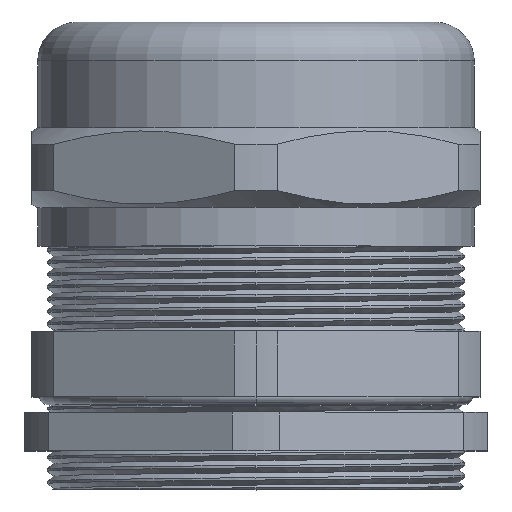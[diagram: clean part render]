
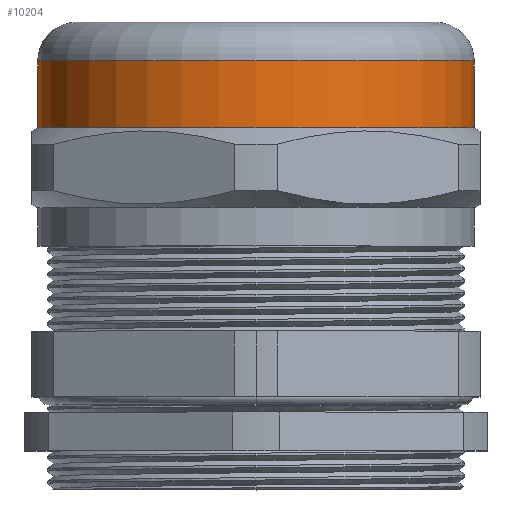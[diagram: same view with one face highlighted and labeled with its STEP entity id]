
A CAD part, top view. The second image highlights one B-rep face of the part: STEP entity #10204.
In plain terms, the highlighted cylindrical face has radius 28.25 mm (diameter 56.5 mm), a partial arc.
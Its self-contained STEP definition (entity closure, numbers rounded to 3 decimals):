
#160 = CARTESIAN_POINT ( 'NONE',  ( 28.25, -12., 0. ) ) ;
#476 = ORIENTED_EDGE ( 'NONE', *, *, #4048, .F. ) ;
#695 = CARTESIAN_POINT ( 'NONE',  ( 0., -12., 0. ) ) ;
#1011 = EDGE_CURVE ( 'NONE', #4966, #11274, #3870, .T. ) ;
#1210 = CARTESIAN_POINT ( 'NONE',  ( 0., 34.83, 0. ) ) ;
#1248 = AXIS2_PLACEMENT_3D ( 'NONE', #1210, #8051, #2196 ) ;
#1478 = CARTESIAN_POINT ( 'NONE',  ( -28.25, -12., 0. ) ) ;
#1481 = DIRECTION ( 'NONE',  ( 0., -1., 0. ) ) ;
#2196 = DIRECTION ( 'NONE',  ( 1., 0., 0. ) ) ;
#2553 = CARTESIAN_POINT ( 'NONE',  ( -28.25, 43.5, 0. ) ) ;
#2689 = DIRECTION ( 'NONE',  ( 0., -1., 0. ) ) ;
#3342 = CIRCLE ( 'NONE', #1248, 28.25 ) ;
#3673 = CIRCLE ( 'NONE', #6833, 28.25 ) ;
#3870 = LINE ( 'NONE', #1478, #8939 ) ;
#4028 = ORIENTED_EDGE ( 'NONE', *, *, #1011, .T. ) ;
#4048 = EDGE_CURVE ( 'NONE', #10532, #11274, #3342, .T. ) ;
#4787 = EDGE_CURVE ( 'NONE', #11619, #4966, #3673, .T. ) ;
#4966 = VERTEX_POINT ( 'NONE', #2553 ) ;
#5261 = DIRECTION ( 'NONE',  ( 0., -1., 0. ) ) ;
#6110 = CYLINDRICAL_SURFACE ( 'NONE', #10335, 28.25 ) ;
#6545 = EDGE_LOOP ( 'NONE', ( #7835, #4028, #476, #8900 ) ) ;
#6833 = AXIS2_PLACEMENT_3D ( 'NONE', #10844, #5261, #11757 ) ;
#7086 = DIRECTION ( 'NONE',  ( 0., -1., 0. ) ) ;
#7835 = ORIENTED_EDGE ( 'NONE', *, *, #4787, .T. ) ;
#8051 = DIRECTION ( 'NONE',  ( 0., -1., 0. ) ) ;
#8457 = EDGE_CURVE ( 'NONE', #11619, #10532, #10865, .T. ) ;
#8861 = FACE_OUTER_BOUND ( 'NONE', #6545, .T. ) ;
#8869 = CARTESIAN_POINT ( 'NONE',  ( 28.25, 43.5, 0. ) ) ;
#8900 = ORIENTED_EDGE ( 'NONE', *, *, #8457, .F. ) ;
#8915 = CARTESIAN_POINT ( 'NONE',  ( -28.25, 34.83, 0. ) ) ;
#8939 = VECTOR ( 'NONE', #1481, 1000. ) ;
#10204 = ADVANCED_FACE ( 'NONE', ( #8861 ), #6110, .T. ) ;
#10335 = AXIS2_PLACEMENT_3D ( 'NONE', #695, #2689, #11198 ) ;
#10532 = VERTEX_POINT ( 'NONE', #10654 ) ;
#10654 = CARTESIAN_POINT ( 'NONE',  ( 28.25, 34.83, 0. ) ) ;
#10844 = CARTESIAN_POINT ( 'NONE',  ( 0., 43.5, 0. ) ) ;
#10865 = LINE ( 'NONE', #160, #11157 ) ;
#11157 = VECTOR ( 'NONE', #7086, 1000. ) ;
#11198 = DIRECTION ( 'NONE',  ( 1., 0., 0. ) ) ;
#11274 = VERTEX_POINT ( 'NONE', #8915 ) ;
#11619 = VERTEX_POINT ( 'NONE', #8869 ) ;
#11757 = DIRECTION ( 'NONE',  ( 1., 0., 0. ) ) ;
